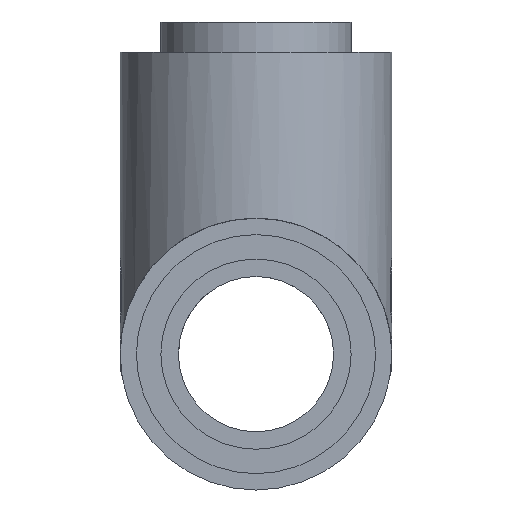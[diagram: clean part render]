
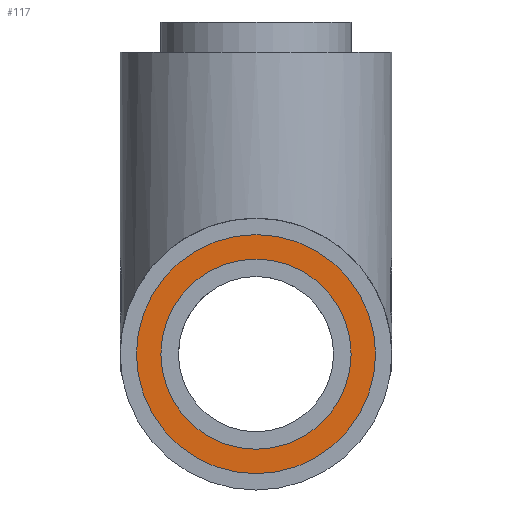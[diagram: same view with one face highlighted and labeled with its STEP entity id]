
A CAD part, left-side view. The second image highlights one B-rep face of the part: STEP entity #117.
In plain terms, the highlighted planar face has unit normal (-1, 0, 0).
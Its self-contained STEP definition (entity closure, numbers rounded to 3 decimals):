
#117 = ADVANCED_FACE( '', ( #275, #276 ), #277, .F. );
#275 = FACE_OUTER_BOUND( '', #492, .T. );
#276 = FACE_BOUND( '', #493, .T. );
#277 = PLANE( '', #494 );
#492 = EDGE_LOOP( '', ( #779 ) );
#493 = EDGE_LOOP( '', ( #780 ) );
#494 = AXIS2_PLACEMENT_3D( '', #781, #782, #783 );
#779 = ORIENTED_EDGE( '', *, *, #1202, .F. );
#780 = ORIENTED_EDGE( '', *, *, #1203, .T. );
#781 = CARTESIAN_POINT( '', ( -47., 0., 31.5 ) );
#782 = DIRECTION( '', ( 1., 0., 0. ) );
#783 = DIRECTION( '', ( 0., 0., -1. ) );
#1202 = EDGE_CURVE( '', #1427, #1427, #1428, .T. );
#1203 = EDGE_CURVE( '', #1429, #1429, #1430, .T. );
#1427 = VERTEX_POINT( '', #1801 );
#1428 = CIRCLE( '', #1802, 39.6 );
#1429 = VERTEX_POINT( '', #1803 );
#1430 = CIRCLE( '', #1804, 31.5 );
#1801 = CARTESIAN_POINT( '', ( -47., 0., -39.6 ) );
#1802 = AXIS2_PLACEMENT_3D( '', #2494, #2495, #2496 );
#1803 = CARTESIAN_POINT( '', ( -47., 0., -31.5 ) );
#1804 = AXIS2_PLACEMENT_3D( '', #2497, #2498, #2499 );
#2494 = CARTESIAN_POINT( '', ( -47., 0., 0. ) );
#2495 = DIRECTION( '', ( 1., 0., 0. ) );
#2496 = DIRECTION( '', ( 0., 0., -1. ) );
#2497 = CARTESIAN_POINT( '', ( -47., 0., 0. ) );
#2498 = DIRECTION( '', ( 1., 0., 0. ) );
#2499 = DIRECTION( '', ( 0., 0., -1. ) );
